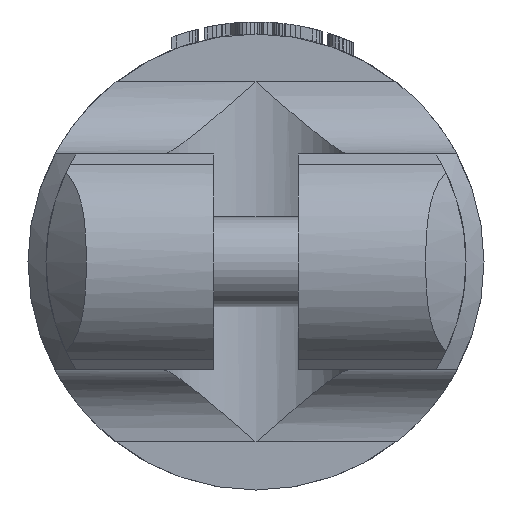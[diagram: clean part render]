
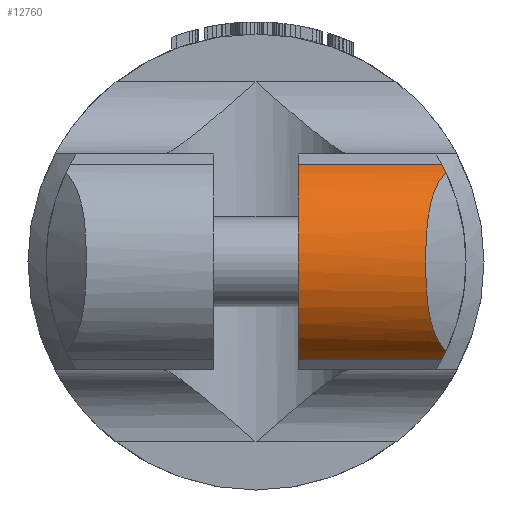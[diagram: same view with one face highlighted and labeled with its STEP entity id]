
A CAD part, front view. The second image highlights one B-rep face of the part: STEP entity #12760.
In plain terms, the highlighted cylindrical face has radius 9 mm (diameter 18 mm), a partial arc.
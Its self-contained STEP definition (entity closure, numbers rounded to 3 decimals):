
#11909=CARTESIAN_POINT('',(-15.485,32.312,
8.153));
#11939=CARTESIAN_POINT('',(-15.819,33.5,-7.483));
#11940=CARTESIAN_POINT('',(-15.779,33.372,
-7.569));
#11941=CARTESIAN_POINT('',(-15.7,33.112,
-7.733));
#11942=CARTESIAN_POINT('',(-15.588,32.715,
-7.956));
#11943=CARTESIAN_POINT('',(-15.518,32.447,
-8.09));
#11944=CARTESIAN_POINT('',(-15.485,32.312,
-8.153));
#11946=CARTESIAN_POINT('',(-15.485,32.312,
8.153));
#11947=CARTESIAN_POINT('',(-15.518,32.447,
8.09));
#11948=CARTESIAN_POINT('',(-15.587,32.715,
7.956));
#11949=CARTESIAN_POINT('',(-15.7,33.112,
7.733));
#11950=CARTESIAN_POINT('',(-15.779,33.372,
7.569));
#11951=CARTESIAN_POINT('',(-15.819,33.5,7.483));
#12021=DIRECTION('',(-1.,0.,0.));
#12022=VECTOR('',#12021,11.985);
#12023=CARTESIAN_POINT('',(-3.5,32.312,8.153));
#12024=LINE('',#12023,#12022);
#12046=CARTESIAN_POINT('',(-15.819,33.5,-7.483));
#12047=CARTESIAN_POINT('',(-15.544,33.95,
-7.183));
#12048=CARTESIAN_POINT('',(-15.094,34.771,
-6.514));
#12049=CARTESIAN_POINT('',(-14.676,35.712,
-5.442));
#12050=CARTESIAN_POINT('',(-14.409,36.46,
-4.277));
#12051=CARTESIAN_POINT('',(-14.247,37.033,
-2.981));
#12052=CARTESIAN_POINT('',(-14.161,37.41,
-1.542));
#12053=CARTESIAN_POINT('',(-14.135,37.545,
0.));
#12054=CARTESIAN_POINT('',(-14.161,37.41,
1.542));
#12055=CARTESIAN_POINT('',(-14.247,37.033,
2.982));
#12056=CARTESIAN_POINT('',(-14.409,36.46,
4.277));
#12057=CARTESIAN_POINT('',(-14.676,35.712,
5.443));
#12058=CARTESIAN_POINT('',(-15.094,34.77,
6.514));
#12059=CARTESIAN_POINT('',(-15.544,33.95,
7.183));
#12060=CARTESIAN_POINT('',(-15.819,33.5,7.483));
#12076=CARTESIAN_POINT('',(-15.485,32.312,
-8.153));
#12081=DIRECTION('',(-1.,0.,0.));
#12082=VECTOR('',#12081,11.985);
#12083=CARTESIAN_POINT('',(-3.5,32.312,-8.153));
#12084=LINE('',#12083,#12082);
#12089=CARTESIAN_POINT('',(-3.5,28.5,0.));
#12090=DIRECTION('',(-1.,0.,0.));
#12091=DIRECTION('',(0.,0.424,0.906));
#12092=AXIS2_PLACEMENT_3D('',#12089,#12090,#12091);
#12241=VERTEX_POINT('',#11909);
#12244=VERTEX_POINT('',#12076);
#12248=VERTEX_POINT('',#12046);
#12249=VERTEX_POINT('',#12060);
#12281=CARTESIAN_POINT('',(-3.5,32.312,8.153));
#12283=VERTEX_POINT('',#12281);
#12284=CARTESIAN_POINT('',(-3.5,32.312,-8.153));
#12285=VERTEX_POINT('',#12284);
#12744=CARTESIAN_POINT('',(22.8,28.5,0.));
#12745=DIRECTION('',(1.,0.,0.));
#12746=DIRECTION('',(0.,0.,-1.));
#12747=AXIS2_PLACEMENT_3D('',#12744,#12745,#12746);
#12748=CYLINDRICAL_SURFACE('',#12747,9.);
#12750=ORIENTED_EDGE('',*,*,#12749,.F.);
#12751=ORIENTED_EDGE('',*,*,#12713,.T.);
#12753=ORIENTED_EDGE('',*,*,#12752,.F.);
#12755=ORIENTED_EDGE('',*,*,#12754,.F.);
#12756=ORIENTED_EDGE('',*,*,#12668,.T.);
#12757=ORIENTED_EDGE('',*,*,#12717,.T.);
#12758=EDGE_LOOP('',(#12750,#12751,#12753,#12755,#12756,#12757));
#12759=FACE_OUTER_BOUND('',#12758,.F.);
#12760=ADVANCED_FACE('',(#12759),#12748,.T.);
#11945=B_SPLINE_CURVE_WITH_KNOTS('',3,(#11939,#11940,#11941,#11942,#11943,
#11944),.UNSPECIFIED.,.F.,.F.,(4,1,1,4),(0.,0.333,
0.667,1.),.UNSPECIFIED.);
#11952=B_SPLINE_CURVE_WITH_KNOTS('',3,(#11946,#11947,#11948,#11949,#11950,
#11951),.UNSPECIFIED.,.F.,.F.,(4,1,1,4),(0.,0.333,
0.667,1.),.UNSPECIFIED.);
#12061=B_SPLINE_CURVE_WITH_KNOTS('',3,(#12046,#12047,#12048,#12049,#12050,
#12051,#12052,#12053,#12054,#12055,#12056,#12057,#12058,#12059,#12060),
.UNSPECIFIED.,.F.,.F.,(4,1,1,1,1,1,1,1,1,1,1,1,4),(0.,0.083,
0.167,0.25,0.333,0.417,0.5,
0.583,0.667,0.75,0.833,0.917,
1.),.UNSPECIFIED.);
#12093=CIRCLE('',#12092,9.);
#12668=EDGE_CURVE('',#12283,#12241,#12024,.T.);
#12713=EDGE_CURVE('',#12248,#12244,#11945,.T.);
#12717=EDGE_CURVE('',#12241,#12249,#11952,.T.);
#12749=EDGE_CURVE('',#12248,#12249,#12061,.T.);
#12752=EDGE_CURVE('',#12285,#12244,#12084,.T.);
#12754=EDGE_CURVE('',#12283,#12285,#12093,.T.);
